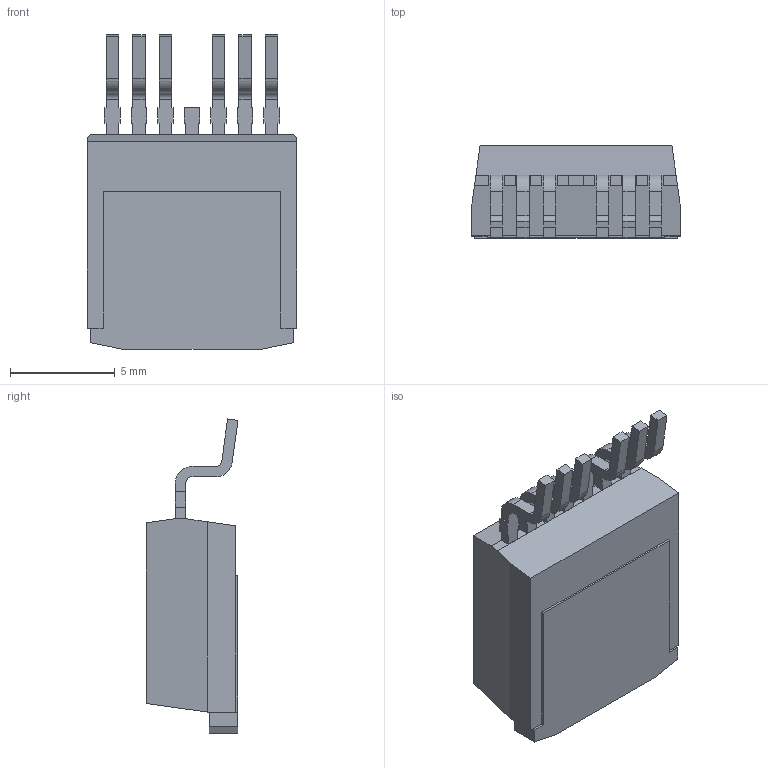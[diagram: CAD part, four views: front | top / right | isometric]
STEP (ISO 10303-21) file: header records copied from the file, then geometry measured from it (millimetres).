
FILE_DESCRIPTION (( 'STEP AP214' ), '1' );
FILE_NAME ('BTS500101TAEATMA1.STEP', '2020-03-17T00:19:50', ( '' ), ( '' ), 'SwSTEP 2.0', 'SolidWorks 2017', '' );
FILE_SCHEMA (( 'AUTOMOTIVE_DESIGN' ));
Length unit declared in the file: millimetre
Products named in the file (1): BTS500101TAEATMA1
Bounding box: 10 x 4.4 x 15.02 mm (x, y, z)
Volume: 400.7 mm3; surface area: 620.3 mm2
Topology: 9 solids, 9 shells, 170 faces, 452 edges, 300 vertices
Faces by surface type: plane 146, cylinder 24
Entity records: 5318 total; most frequent: CARTESIAN_POINT 923, ORIENTED_EDGE 904, DIRECTION 842, EDGE_CURVE 452, LINE 404, VECTOR 404, VERTEX_POINT 300, AXIS2_PLACEMENT_3D 219
